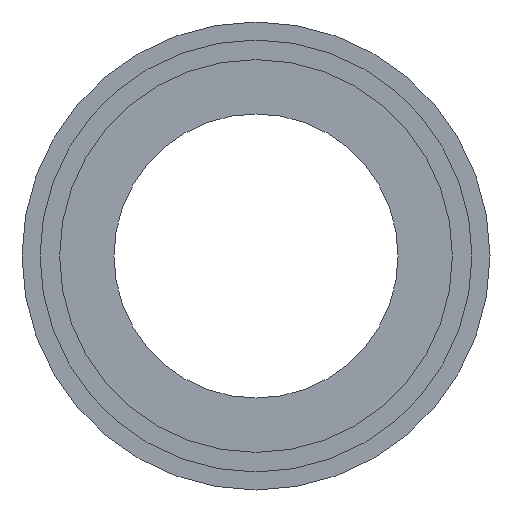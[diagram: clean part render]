
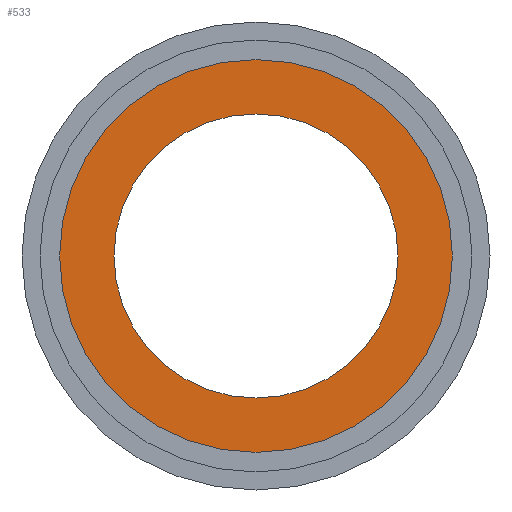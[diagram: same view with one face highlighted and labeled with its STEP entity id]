
A CAD part, front view. The second image highlights one B-rep face of the part: STEP entity #533.
In plain terms, the highlighted planar face has unit normal (0, -1, 0).
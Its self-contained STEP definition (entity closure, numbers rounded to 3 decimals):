
#2 = ORIENTED_EDGE ( 'NONE', *, *, #249, .T. ) ;
#16 = VERTEX_POINT ( 'NONE', #46 ) ;
#34 = DIRECTION ( 'NONE',  ( 0., 0., 1. ) ) ;
#46 = CARTESIAN_POINT ( 'NONE',  ( 0., 5., -17. ) ) ;
#53 = FACE_OUTER_BOUND ( 'NONE', #81, .T. ) ;
#81 = EDGE_LOOP ( 'NONE', ( #594, #283 ) ) ;
#96 = CARTESIAN_POINT ( 'NONE',  ( 0., 5., 17. ) ) ;
#109 = DIRECTION ( 'NONE',  ( 0., 0., 1. ) ) ;
#115 = PLANE ( 'NONE',  #325 ) ;
#117 = EDGE_LOOP ( 'NONE', ( #2, #445 ) ) ;
#118 = CIRCLE ( 'NONE', #555, 17. ) ;
#120 = CARTESIAN_POINT ( 'NONE',  ( 24.1, 5., 0. ) ) ;
#137 = CIRCLE ( 'NONE', #422, 24.1 ) ;
#171 = EDGE_CURVE ( 'NONE', #610, #269, #572, .T. ) ;
#200 = DIRECTION ( 'NONE',  ( 0., 0., 1. ) ) ;
#212 = DIRECTION ( 'NONE',  ( 0., 1., 0. ) ) ;
#249 = EDGE_CURVE ( 'NONE', #333, #16, #584, .T. ) ;
#260 = CARTESIAN_POINT ( 'NONE',  ( 0., 5., 0. ) ) ;
#261 = AXIS2_PLACEMENT_3D ( 'NONE', #260, #537, #200 ) ;
#269 = VERTEX_POINT ( 'NONE', #536 ) ;
#283 = ORIENTED_EDGE ( 'NONE', *, *, #587, .F. ) ;
#323 = DIRECTION ( 'NONE',  ( 0., 0., 1. ) ) ;
#325 = AXIS2_PLACEMENT_3D ( 'NONE', #120, #212, #420 ) ;
#332 = DIRECTION ( 'NONE',  ( 0., 1., 0. ) ) ;
#333 = VERTEX_POINT ( 'NONE', #96 ) ;
#420 = DIRECTION ( 'NONE',  ( 0., 0., 1. ) ) ;
#422 = AXIS2_PLACEMENT_3D ( 'NONE', #602, #553, #109 ) ;
#435 = EDGE_CURVE ( 'NONE', #16, #333, #118, .T. ) ;
#445 = ORIENTED_EDGE ( 'NONE', *, *, #435, .T. ) ;
#447 = FACE_BOUND ( 'NONE', #117, .T. ) ;
#516 = AXIS2_PLACEMENT_3D ( 'NONE', #603, #554, #323 ) ;
#533 = ADVANCED_FACE ( 'NONE', ( #53, #447 ), #115, .F. ) ;
#536 = CARTESIAN_POINT ( 'NONE',  ( 0., 5., -24.1 ) ) ;
#537 = DIRECTION ( 'NONE',  ( 0., 1., 0. ) ) ;
#553 = DIRECTION ( 'NONE',  ( 0., 1., 0. ) ) ;
#554 = DIRECTION ( 'NONE',  ( 0., 1., 0. ) ) ;
#555 = AXIS2_PLACEMENT_3D ( 'NONE', #564, #332, #34 ) ;
#564 = CARTESIAN_POINT ( 'NONE',  ( 0., 5., 0. ) ) ;
#572 = CIRCLE ( 'NONE', #516, 24.1 ) ;
#584 = CIRCLE ( 'NONE', #261, 17. ) ;
#587 = EDGE_CURVE ( 'NONE', #269, #610, #137, .T. ) ;
#594 = ORIENTED_EDGE ( 'NONE', *, *, #171, .F. ) ;
#602 = CARTESIAN_POINT ( 'NONE',  ( 0., 5., 0. ) ) ;
#603 = CARTESIAN_POINT ( 'NONE',  ( 0., 5., 0. ) ) ;
#606 = CARTESIAN_POINT ( 'NONE',  ( 0., 5., 24.1 ) ) ;
#610 = VERTEX_POINT ( 'NONE', #606 ) ;
